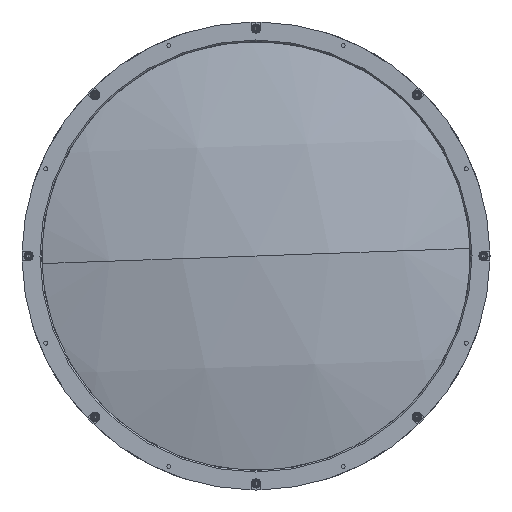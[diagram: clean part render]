
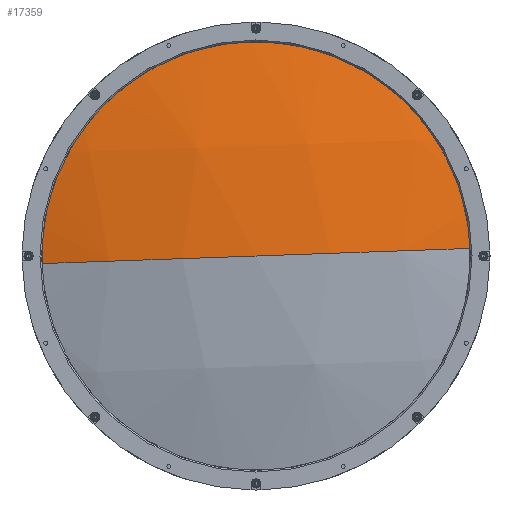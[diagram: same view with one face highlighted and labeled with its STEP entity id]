
A CAD part, left-side view. The second image highlights one B-rep face of the part: STEP entity #17359.
In plain terms, the highlighted spherical face has radius 510.4 mm.
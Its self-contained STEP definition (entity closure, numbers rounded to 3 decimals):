
#364 = CARTESIAN_POINT ( 'NONE',  ( 507.407, 0., 0. ) ) ;
#381 = ORIENTED_EDGE ( 'NONE', *, *, #14407, .T. ) ;
#742 = SPHERICAL_SURFACE ( 'NONE', #9885, 510.4 ) ;
#981 = CARTESIAN_POINT ( 'NONE',  ( 507.407, 0., 0. ) ) ;
#1643 = VERTEX_POINT ( 'NONE', #5677 ) ;
#1840 = VERTEX_POINT ( 'NONE', #10794 ) ;
#1864 = DIRECTION ( 'NONE',  ( 0., 0.999, -0.035 ) ) ;
#2510 = DIRECTION ( 'NONE',  ( 0., -0.999, 0.035 ) ) ;
#4808 = AXIS2_PLACEMENT_3D ( 'NONE', #4939, #15558, #6485 ) ;
#4939 = CARTESIAN_POINT ( 'NONE',  ( 16.583, 0., 0. ) ) ;
#5040 = VERTEX_POINT ( 'NONE', #6586 ) ;
#5677 = CARTESIAN_POINT ( 'NONE',  ( 16.583, -139.912, 4.961 ) ) ;
#6485 = DIRECTION ( 'NONE',  ( 0., 0.035, 0.999 ) ) ;
#6586 = CARTESIAN_POINT ( 'NONE',  ( 16.583, 139.912, -4.961 ) ) ;
#6685 = DIRECTION ( 'NONE',  ( 0., 0.035, 0.999 ) ) ;
#8221 = DIRECTION ( 'NONE',  ( 0., -0.999, 0.035 ) ) ;
#8243 = CIRCLE ( 'NONE', #4808, 140. ) ;
#9885 = AXIS2_PLACEMENT_3D ( 'NONE', #15758, #6685, #8221 ) ;
#10209 = CIRCLE ( 'NONE', #12406, 510.4 ) ;
#10339 = EDGE_CURVE ( 'NONE', #1643, #1840, #10209, .T. ) ;
#10794 = CARTESIAN_POINT ( 'NONE',  ( -2.993, 0., 0. ) ) ;
#10928 = DIRECTION ( 'NONE',  ( 0., -0.035, -0.999 ) ) ;
#11585 = DIRECTION ( 'NONE',  ( 0., 0.035, 0.999 ) ) ;
#11880 = ORIENTED_EDGE ( 'NONE', *, *, #10339, .F. ) ;
#12406 = AXIS2_PLACEMENT_3D ( 'NONE', #364, #10928, #1864 ) ;
#13256 = AXIS2_PLACEMENT_3D ( 'NONE', #981, #11585, #2510 ) ;
#14407 = EDGE_CURVE ( 'NONE', #1643, #5040, #8243, .T. ) ;
#15286 = EDGE_LOOP ( 'NONE', ( #381, #16927, #11880 ) ) ;
#15558 = DIRECTION ( 'NONE',  ( -1., 0., 0. ) ) ;
#15758 = CARTESIAN_POINT ( 'NONE',  ( 507.407, 0., 0. ) ) ;
#16840 = FACE_OUTER_BOUND ( 'NONE', #15286, .T. ) ;
#16927 = ORIENTED_EDGE ( 'NONE', *, *, #19267, .T. ) ;
#17359 = ADVANCED_FACE ( 'NONE', ( #16840 ), #742, .T. ) ;
#17493 = CIRCLE ( 'NONE', #13256, 510.4 ) ;
#19267 = EDGE_CURVE ( 'NONE', #5040, #1840, #17493, .T. ) ;
